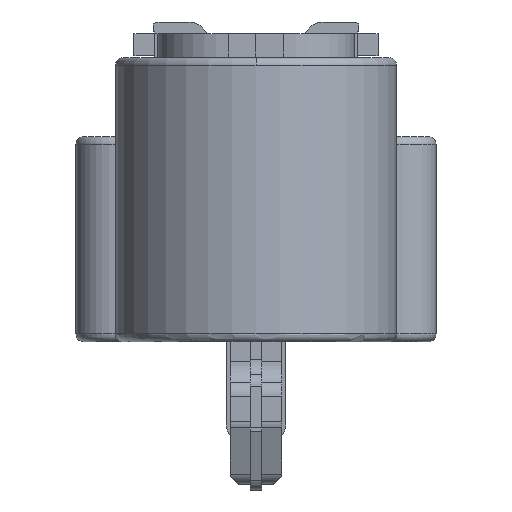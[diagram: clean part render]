
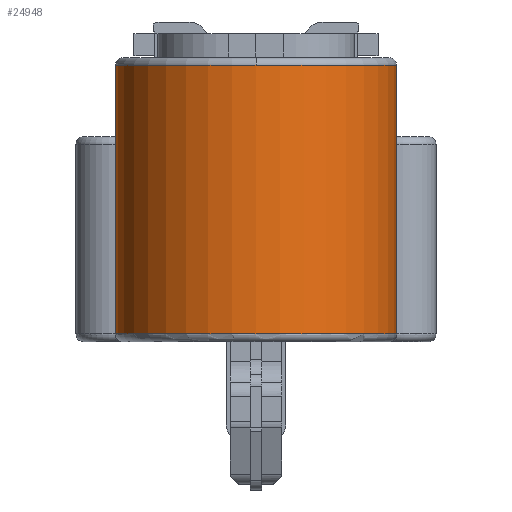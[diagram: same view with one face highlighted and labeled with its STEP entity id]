
A CAD part, front view. The second image highlights one B-rep face of the part: STEP entity #24948.
In plain terms, the highlighted cylindrical face has radius 1.78 mm (diameter 3.56 mm), a partial arc.
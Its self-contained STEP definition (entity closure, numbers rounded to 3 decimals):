
#258 = ORIENTED_EDGE ( 'NONE', *, *, #12753, .F. ) ;
#1148 = CIRCLE ( 'NONE', #8160, 1.78 ) ;
#3028 = AXIS2_PLACEMENT_3D ( 'NONE', #16246, #32648, #23047 ) ;
#4238 = DIRECTION ( 'NONE',  ( 0., 0., -1. ) ) ;
#5250 = AXIS2_PLACEMENT_3D ( 'NONE', #10834, #4238, #40576 ) ;
#5892 = EDGE_CURVE ( 'NONE', #42632, #37922, #40496, .T. ) ;
#5897 = CARTESIAN_POINT ( 'NONE',  ( 2.204, -70.339, 6.52 ) ) ;
#5967 = DIRECTION ( 'NONE',  ( 0., 0., -1. ) ) ;
#6724 = DIRECTION ( 'NONE',  ( 0., 0., -1. ) ) ;
#8160 = AXIS2_PLACEMENT_3D ( 'NONE', #27018, #19780, #40356 ) ;
#9051 = EDGE_LOOP ( 'NONE', ( #32088, #25854, #12441, #23869, #258 ) ) ;
#10019 = VERTEX_POINT ( 'NONE', #31604 ) ;
#10834 = CARTESIAN_POINT ( 'NONE',  ( 3.984, -70.339, 9.92 ) ) ;
#12339 = CYLINDRICAL_SURFACE ( 'NONE', #25296, 1.78 ) ;
#12441 = ORIENTED_EDGE ( 'NONE', *, *, #16482, .T. ) ;
#12753 = EDGE_CURVE ( 'NONE', #43269, #37922, #42837, .T. ) ;
#14023 = DIRECTION ( 'NONE',  ( 0., 0., -1. ) ) ;
#15122 = VECTOR ( 'NONE', #14023, 1000. ) ;
#16246 = CARTESIAN_POINT ( 'NONE',  ( 3.984, -70.339, 6.52 ) ) ;
#16482 = EDGE_CURVE ( 'NONE', #10019, #42632, #26224, .T. ) ;
#19119 = CARTESIAN_POINT ( 'NONE',  ( 3.984, -70.339, 3.17 ) ) ;
#19427 = LINE ( 'NONE', #30352, #29325 ) ;
#19780 = DIRECTION ( 'NONE',  ( 0., 0., -1. ) ) ;
#22132 = EDGE_CURVE ( 'NONE', #27770, #10019, #1148, .T. ) ;
#23047 = DIRECTION ( 'NONE',  ( 0., 1., 0. ) ) ;
#23869 = ORIENTED_EDGE ( 'NONE', *, *, #5892, .T. ) ;
#24328 = CARTESIAN_POINT ( 'NONE',  ( 2.204, -70.339, 3.17 ) ) ;
#24948 = ADVANCED_FACE ( 'NONE', ( #35947 ), #12339, .T. ) ;
#25296 = AXIS2_PLACEMENT_3D ( 'NONE', #19119, #5967, #32435 ) ;
#25854 = ORIENTED_EDGE ( 'NONE', *, *, #22132, .T. ) ;
#26142 = CARTESIAN_POINT ( 'NONE',  ( 5.764, -70.339, 9.92 ) ) ;
#26224 = CIRCLE ( 'NONE', #5250, 1.78 ) ;
#27018 = CARTESIAN_POINT ( 'NONE',  ( 3.984, -70.339, 9.92 ) ) ;
#27208 = CARTESIAN_POINT ( 'NONE',  ( 2.204, -70.339, 9.92 ) ) ;
#27770 = VERTEX_POINT ( 'NONE', #26142 ) ;
#29325 = VECTOR ( 'NONE', #6724, 1000. ) ;
#30352 = CARTESIAN_POINT ( 'NONE',  ( 5.764, -70.339, 20.015 ) ) ;
#31604 = CARTESIAN_POINT ( 'NONE',  ( 3.984, -72.119, 9.92 ) ) ;
#32088 = ORIENTED_EDGE ( 'NONE', *, *, #36669, .F. ) ;
#32435 = DIRECTION ( 'NONE',  ( 0., 1., 0. ) ) ;
#32648 = DIRECTION ( 'NONE',  ( 0., 0., -1. ) ) ;
#35616 = CARTESIAN_POINT ( 'NONE',  ( 5.764, -70.339, 6.52 ) ) ;
#35947 = FACE_OUTER_BOUND ( 'NONE', #9051, .T. ) ;
#36669 = EDGE_CURVE ( 'NONE', #27770, #43269, #19427, .T. ) ;
#37922 = VERTEX_POINT ( 'NONE', #5897 ) ;
#40356 = DIRECTION ( 'NONE',  ( 0., -1., 0. ) ) ;
#40496 = LINE ( 'NONE', #24328, #15122 ) ;
#40576 = DIRECTION ( 'NONE',  ( 0., -1., 0. ) ) ;
#42632 = VERTEX_POINT ( 'NONE', #27208 ) ;
#42837 = CIRCLE ( 'NONE', #3028, 1.78 ) ;
#43269 = VERTEX_POINT ( 'NONE', #35616 ) ;
